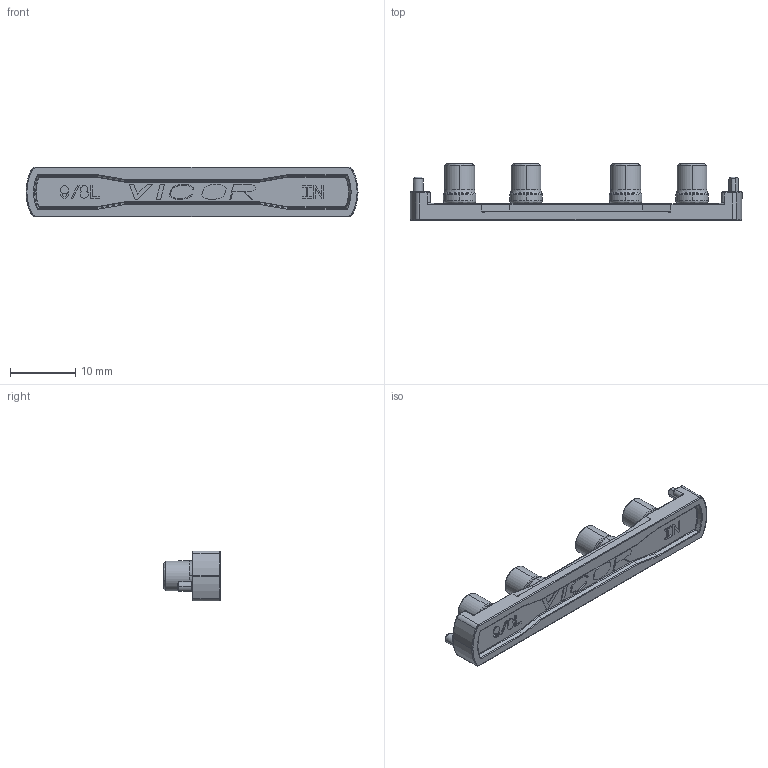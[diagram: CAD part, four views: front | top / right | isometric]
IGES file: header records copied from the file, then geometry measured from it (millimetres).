
Start section: SolidWorks IGES file using analytic representation for surfaces
Global section: file name: 21539_21544_21511_20030-03-Input.igs; native system: SolidWorks 2012; preprocessor: SolidWorks 2012; author: kkamath; date: 120816.110032; units: inch
Bounding box: 50.8 x 8.64 x 7.62 mm (x, y, z)
Surface area: 1571 mm2 (no closed solid volume)
Topology: 0 solids, 0 shells, 553 faces, 3475 edges, 3456 vertices
Faces by surface type: bspline 500, revolution 53
